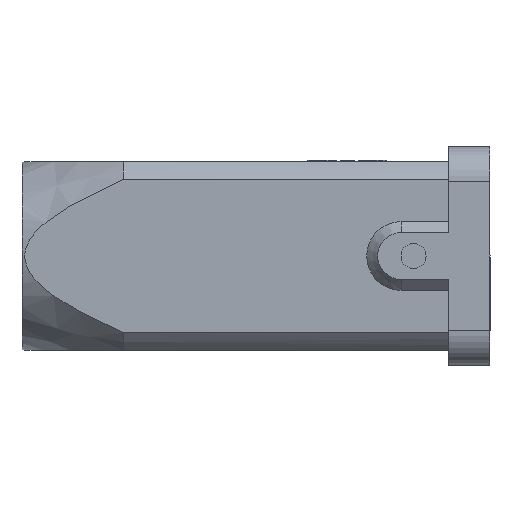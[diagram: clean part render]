
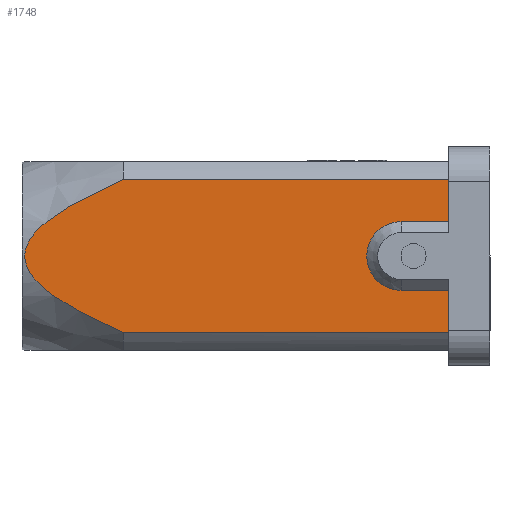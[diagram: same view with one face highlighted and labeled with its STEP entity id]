
A CAD part, left-side view. The second image highlights one B-rep face of the part: STEP entity #1748.
In plain terms, the highlighted planar face has unit normal (-1, 0, 0).
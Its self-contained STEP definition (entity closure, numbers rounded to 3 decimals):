
#998=LINE('',#6236,#1319);
#999=LINE('',#6242,#1320);
#1000=LINE('',#6244,#1321);
#1319=VECTOR('',#4804,1.);
#1320=VECTOR('',#4805,1.);
#1321=VECTOR('',#4806,1.);
#1518=PLANE('',#4070);
#1587=CIRCLE('',#4068,4.4);
#1748=ADVANCED_FACE('',(#1899),#1518,.T.);
#1899=FACE_OUTER_BOUND('',#2092,.T.);
#2092=EDGE_LOOP('',(#2887,#2888,#2889,#2890,#2891,#2892,#2893,#2894));
#2132=B_SPLINE_CURVE_WITH_KNOTS('',3,(#5845,#5846,#5847,#5848,#5849,#5850,
#5851,#5852,#5853,#5854,#5855,#5856,#5857,#5858,#5859,#5860,#5861,#5862,
#5863,#5864,#5865,#5866,#5867,#5868,#5869,#5870,#5871,#5872,#5873,#5874,
#5875,#5876,#5877,#5878,#5879,#5880,#5881,#5882,#5883,#5884,#5885,#5886,
#5887,#5888,#5889,#5890,#5891,#5892,#5893,#5894,#5895,#5896),
 .UNSPECIFIED.,.F.,.F.,(4,1,1,1,1,2,2,1,1,1,2,2,1,1,1,1,2,2,1,1,2,2,2,2,
1,1,1,2,2,1,1,1,1,2,2,4),(0.,0.063,0.094,0.109,
0.117,0.121,0.125,0.188,0.219,
0.234,0.242,0.25,0.312,
0.344,0.359,0.367,0.371,0.375,
0.437,0.469,0.484,0.5,
0.563,0.578,0.594,0.609,
0.617,0.621,0.625,0.688,
0.719,0.734,0.742,0.746,
0.75,1.),.UNSPECIFIED.);
#2142=B_SPLINE_CURVE_WITH_KNOTS('',3,(#6214,#6215,#6216,#6217),
 .UNSPECIFIED.,.F.,.F.,(4,4),(0.,1.),.UNSPECIFIED.);
#2144=B_SPLINE_CURVE_WITH_KNOTS('',3,(#6231,#6232,#6233,#6234),
 .UNSPECIFIED.,.F.,.F.,(4,4),(0.,1.),.UNSPECIFIED.);
#2145=B_SPLINE_CURVE_WITH_KNOTS('',3,(#6237,#6238,#6239,#6240),
 .UNSPECIFIED.,.F.,.F.,(4,4),(0.,1.),.UNSPECIFIED.);
#2887=ORIENTED_EDGE('',*,*,#3685,.T.);
#2888=ORIENTED_EDGE('',*,*,#3686,.T.);
#2889=ORIENTED_EDGE('',*,*,#3687,.T.);
#2890=ORIENTED_EDGE('',*,*,#3681,.T.);
#2891=ORIENTED_EDGE('',*,*,#3667,.T.);
#2892=ORIENTED_EDGE('',*,*,#3688,.T.);
#2893=ORIENTED_EDGE('',*,*,#3689,.T.);
#2894=ORIENTED_EDGE('',*,*,#3690,.T.);
#3260=VERTEX_POINT('',#5843);
#3262=VERTEX_POINT('',#5897);
#3272=VERTEX_POINT('',#6213);
#3273=VERTEX_POINT('',#6220);
#3276=VERTEX_POINT('',#6228);
#3277=VERTEX_POINT('',#6235);
#3278=VERTEX_POINT('',#6241);
#3279=VERTEX_POINT('',#6243);
#3667=EDGE_CURVE('',#3262,#3260,#2132,.T.);
#3681=EDGE_CURVE('',#3272,#3262,#2142,.T.);
#3685=EDGE_CURVE('',#3273,#3276,#1587,.T.);
#3686=EDGE_CURVE('',#3276,#3277,#2144,.T.);
#3687=EDGE_CURVE('',#3277,#3272,#998,.T.);
#3688=EDGE_CURVE('',#3260,#3278,#2145,.T.);
#3689=EDGE_CURVE('',#3278,#3279,#999,.T.);
#3690=EDGE_CURVE('',#3279,#3273,#1000,.T.);
#4068=AXIS2_PLACEMENT_3D('',#6229,#4800,#4801);
#4070=AXIS2_PLACEMENT_3D('',#6245,#4807,#4808);
#4800=DIRECTION('',(1.,0.,0.));
#4801=DIRECTION('',(0.,0.,-1.));
#4804=DIRECTION('',(0.,0.,1.));
#4805=DIRECTION('',(0.,0.,1.));
#4806=DIRECTION('',(0.,1.,0.));
#4807=DIRECTION('',(-1.,0.,0.));
#4808=DIRECTION('',(0.,0.,1.));
#5843=CARTESIAN_POINT('',(-12.1,47.,-9.846));
#5845=CARTESIAN_POINT('',(-12.1,47.,9.846));
#5846=CARTESIAN_POINT('',(-12.1,47.708,9.535));
#5847=CARTESIAN_POINT('',(-12.1,48.714,9.081));
#5848=CARTESIAN_POINT('',(-12.1,49.79,8.572));
#5849=CARTESIAN_POINT('',(-12.1,50.304,8.323));
#5850=CARTESIAN_POINT('',(-12.1,50.555,8.2));
#5851=CARTESIAN_POINT('',(-12.1,50.661,8.147));
#5852=CARTESIAN_POINT('',(-12.1,50.731,8.112));
#5853=CARTESIAN_POINT('',(-12.1,50.752,8.102));
#5854=CARTESIAN_POINT('',(-12.1,51.585,7.686));
#5855=CARTESIAN_POINT('',(-12.1,52.681,7.109));
#5856=CARTESIAN_POINT('',(-12.1,53.821,6.452));
#5857=CARTESIAN_POINT('',(-12.1,54.356,6.127));
#5858=CARTESIAN_POINT('',(-12.1,54.578,5.989));
#5859=CARTESIAN_POINT('',(-12.1,54.724,5.897));
#5860=CARTESIAN_POINT('',(-12.1,54.78,5.862));
#5861=CARTESIAN_POINT('',(-12.1,55.572,5.354));
#5862=CARTESIAN_POINT('',(-12.1,56.508,4.691));
#5863=CARTESIAN_POINT('',(-12.1,57.392,3.939));
#5864=CARTESIAN_POINT('',(-12.1,57.781,3.569));
#5865=CARTESIAN_POINT('',(-12.1,57.963,3.385));
#5866=CARTESIAN_POINT('',(-12.1,58.038,3.306));
#5867=CARTESIAN_POINT('',(-12.1,58.087,3.254));
#5868=CARTESIAN_POINT('',(-12.1,58.102,3.238));
#5869=CARTESIAN_POINT('',(-12.1,58.669,2.625));
#5870=CARTESIAN_POINT('',(-12.1,59.256,1.765));
#5871=CARTESIAN_POINT('',(-12.1,59.568,0.772));
#5872=CARTESIAN_POINT('',(-12.1,59.622,0.348));
#5873=CARTESIAN_POINT('',(-12.1,59.64,0.066));
#5874=CARTESIAN_POINT('',(-12.1,59.641,-0.054));
#5875=CARTESIAN_POINT('',(-12.1,59.591,-0.857));
#5876=CARTESIAN_POINT('',(-12.1,59.361,-1.509));
#5877=CARTESIAN_POINT('',(-12.1,58.835,-2.334));
#5878=CARTESIAN_POINT('',(-12.1,58.721,-2.493));
#5879=CARTESIAN_POINT('',(-12.1,58.5,-2.781));
#5880=CARTESIAN_POINT('',(-12.1,58.262,-3.069));
#5881=CARTESIAN_POINT('',(-12.1,57.919,-3.433));
#5882=CARTESIAN_POINT('',(-12.1,57.656,-3.688));
#5883=CARTESIAN_POINT('',(-12.1,57.539,-3.798));
#5884=CARTESIAN_POINT('',(-12.1,57.459,-3.871));
#5885=CARTESIAN_POINT('',(-12.1,57.405,-3.92));
#5886=CARTESIAN_POINT('',(-12.1,56.936,-4.34));
#5887=CARTESIAN_POINT('',(-12.1,56.163,-4.949));
#5888=CARTESIAN_POINT('',(-12.1,55.065,-5.685));
#5889=CARTESIAN_POINT('',(-12.1,54.467,-6.06));
#5890=CARTESIAN_POINT('',(-12.1,54.156,-6.249));
#5891=CARTESIAN_POINT('',(-12.1,54.02,-6.33));
#5892=CARTESIAN_POINT('',(-12.1,53.929,-6.385));
#5893=CARTESIAN_POINT('',(-12.1,53.865,-6.422));
#5894=CARTESIAN_POINT('',(-12.1,52.035,-7.501));
#5895=CARTESIAN_POINT('',(-12.1,49.756,-8.637));
#5896=CARTESIAN_POINT('',(-12.1,47.,-9.846));
#5897=CARTESIAN_POINT('',(-12.1,47.,9.846));
#6213=CARTESIAN_POINT('',(-12.1,5.3,9.846));
#6214=CARTESIAN_POINT('',(-12.1,5.3,9.846));
#6215=CARTESIAN_POINT('',(-12.1,19.2,9.846));
#6216=CARTESIAN_POINT('',(-12.1,33.1,9.846));
#6217=CARTESIAN_POINT('',(-12.1,47.,9.846));
#6220=CARTESIAN_POINT('',(-12.1,11.4,-4.4));
#6228=CARTESIAN_POINT('',(-12.1,11.4,4.4));
#6229=CARTESIAN_POINT('',(-12.1,11.4,0.));
#6231=CARTESIAN_POINT('',(-12.1,11.4,4.4));
#6232=CARTESIAN_POINT('',(-12.1,9.367,4.4));
#6233=CARTESIAN_POINT('',(-12.1,7.333,4.4));
#6234=CARTESIAN_POINT('',(-12.1,5.3,4.4));
#6235=CARTESIAN_POINT('',(-12.1,5.3,4.4));
#6236=CARTESIAN_POINT('',(-12.1,5.3,4.4));
#6237=CARTESIAN_POINT('',(-12.1,47.,-9.846));
#6238=CARTESIAN_POINT('',(-12.1,33.1,-9.846));
#6239=CARTESIAN_POINT('',(-12.1,19.2,-9.846));
#6240=CARTESIAN_POINT('',(-12.1,5.3,-9.846));
#6241=CARTESIAN_POINT('',(-12.1,5.3,-9.846));
#6242=CARTESIAN_POINT('',(-12.1,5.3,-9.846));
#6243=CARTESIAN_POINT('',(-12.1,5.3,-4.4));
#6244=CARTESIAN_POINT('',(-12.1,5.3,-4.4));
#6245=CARTESIAN_POINT('',(-12.1,0.,-12.1));
